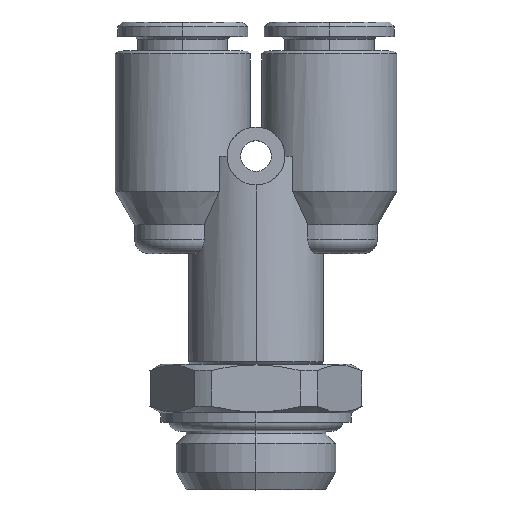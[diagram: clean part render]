
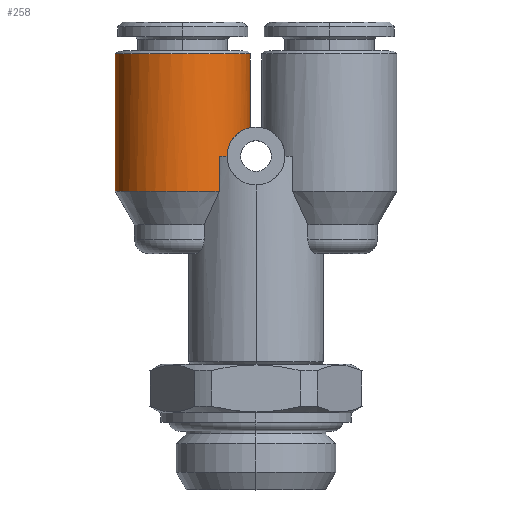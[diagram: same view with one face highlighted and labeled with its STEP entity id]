
A CAD part, top view. The second image highlights one B-rep face of the part: STEP entity #258.
In plain terms, the highlighted cylindrical face has radius 7 mm (diameter 14 mm), a partial arc.
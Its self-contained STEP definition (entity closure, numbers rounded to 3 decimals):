
#68 = VERTEX_POINT ( 'NONE', #2172 ) ;
#75 = VERTEX_POINT ( 'NONE', #2175 ) ;
#138 = EDGE_CURVE ( 'NONE', #75, #68, #1685, .T. ) ;
#234 = EDGE_LOOP ( 'NONE', ( #235, #286, #279, #299, #280, #297, #290 ) ) ;
#235 = ORIENTED_EDGE ( 'NONE', *, *, #138, .F. ) ;
#255 = VERTEX_POINT ( 'NONE', #1958 ) ;
#258 = ADVANCED_FACE ( 'NONE', ( #1860 ), #1866, .T. ) ;
#270 = VERTEX_POINT ( 'NONE', #2039 ) ;
#276 = VERTEX_POINT ( 'NONE', #2049 ) ;
#279 = ORIENTED_EDGE ( 'NONE', *, *, #287, .F. ) ;
#280 = ORIENTED_EDGE ( 'NONE', *, *, #281, .T. ) ;
#281 = EDGE_CURVE ( 'NONE', #255, #282, #2074, .T. ) ;
#282 = VERTEX_POINT ( 'NONE', #2245 ) ;
#286 = ORIENTED_EDGE ( 'NONE', *, *, #295, .T. ) ;
#287 = EDGE_CURVE ( 'NONE', #270, #276, #2219, .T. ) ;
#289 = EDGE_CURVE ( 'NONE', #282, #300, #2231, .T. ) ;
#290 = ORIENTED_EDGE ( 'NONE', *, *, #298, .T. ) ;
#294 = EDGE_CURVE ( 'NONE', #255, #270, #2210, .T. ) ;
#295 = EDGE_CURVE ( 'NONE', #75, #276, #2183, .T. ) ;
#297 = ORIENTED_EDGE ( 'NONE', *, *, #289, .T. ) ;
#298 = EDGE_CURVE ( 'NONE', #300, #68, #2203, .T. ) ;
#299 = ORIENTED_EDGE ( 'NONE', *, *, #294, .F. ) ;
#300 = VERTEX_POINT ( 'NONE', #2226 ) ;
#1685 = B_SPLINE_CURVE_WITH_KNOTS ( 'NONE', 3,
 ( #1702, #1687, #1751, #1722, #1721, #1711, #1762, #1761, #1757, #1756, #1735, #1734, #1733, #1720, #1719, #1714, #1713, #1712 ),
 .UNSPECIFIED., .F., .F.,
 ( 4, 2, 2, 2, 2, 2, 2, 2, 4 ),
 ( 0.015, 0.016, 0.017, 0.017, 0.018, 0.019, 0.02, 0.021, 0.022 ),
 .UNSPECIFIED. ) ;
#1687 = CARTESIAN_POINT ( 'NONE',  ( -0.6, 2.939, 0.31 ) ) ;
#1702 = CARTESIAN_POINT ( 'NONE',  ( -0.6, 2.939, 0. ) ) ;
#1711 = CARTESIAN_POINT ( 'NONE',  ( -0.921, 2.856, 2.119 ) ) ;
#1712 = CARTESIAN_POINT ( 'NONE',  ( -3., 0., 5.276 ) ) ;
#1713 = CARTESIAN_POINT ( 'NONE',  ( -3., 0.309, 5.276 ) ) ;
#1714 = CARTESIAN_POINT ( 'NONE',  ( -2.95, 0.622, 5.234 ) ) ;
#1719 = CARTESIAN_POINT ( 'NONE',  ( -2.771, 1.187, 5.069 ) ) ;
#1720 = CARTESIAN_POINT ( 'NONE',  ( -2.64, 1.449, 4.944 ) ) ;
#1721 = CARTESIAN_POINT ( 'NONE',  ( -0.762, 2.903, 1.528 ) ) ;
#1722 = CARTESIAN_POINT ( 'NONE',  ( -0.702, 2.917, 1.228 ) ) ;
#1733 = CARTESIAN_POINT ( 'NONE',  ( -2.344, 1.891, 4.629 ) ) ;
#1734 = CARTESIAN_POINT ( 'NONE',  ( -2.177, 2.076, 4.434 ) ) ;
#1735 = CARTESIAN_POINT ( 'NONE',  ( -1.85, 2.372, 4.002 ) ) ;
#1751 = CARTESIAN_POINT ( 'NONE',  ( -0.621, 2.935, 0.62 ) ) ;
#1756 = CARTESIAN_POINT ( 'NONE',  ( -1.688, 2.486, 3.759 ) ) ;
#1757 = CARTESIAN_POINT ( 'NONE',  ( -1.391, 2.664, 3.246 ) ) ;
#1761 = CARTESIAN_POINT ( 'NONE',  ( -1.257, 2.727, 2.976 ) ) ;
#1762 = CARTESIAN_POINT ( 'NONE',  ( -1.022, 2.823, 2.413 ) ) ;
#1854 = DIRECTION ( 'NONE',  ( 0., 1., 0. ) ) ;
#1855 = CARTESIAN_POINT ( 'NONE',  ( -7.6, 17.66, 0. ) ) ;
#1860 = FACE_OUTER_BOUND ( 'NONE', #234, .T. ) ;
#1865 = DIRECTION ( 'NONE',  ( -1., 0., 0. ) ) ;
#1866 = CYLINDRICAL_SURFACE ( 'NONE', #1867, 7. ) ;
#1867 = AXIS2_PLACEMENT_3D ( 'NONE', #1855, #1854, #1865 ) ;
#1958 = CARTESIAN_POINT ( 'NONE',  ( -14.6, -3.636, 0. ) ) ;
#2039 = CARTESIAN_POINT ( 'NONE',  ( -14.6, 10.6, 0. ) ) ;
#2049 = CARTESIAN_POINT ( 'NONE',  ( -0.6, 10.6, 0. ) ) ;
#2070 = DIRECTION ( 'NONE',  ( -1., 0., 0. ) ) ;
#2071 = DIRECTION ( 'NONE',  ( 0., 1., 0. ) ) ;
#2072 = CARTESIAN_POINT ( 'NONE',  ( -7.6, -3.636, 0. ) ) ;
#2073 = AXIS2_PLACEMENT_3D ( 'NONE', #2072, #2071, #2070 ) ;
#2074 = CIRCLE ( 'NONE', #2073, 7. ) ;
#2172 = CARTESIAN_POINT ( 'NONE',  ( -3., 0., 5.276 ) ) ;
#2175 = CARTESIAN_POINT ( 'NONE',  ( -0.6, 2.939, 0. ) ) ;
#2183 = LINE ( 'NONE', #2213, #2212 ) ;
#2184 = DIRECTION ( 'NONE',  ( 0., 1., 0. ) ) ;
#2185 = VECTOR ( 'NONE', #2184, 1000. ) ;
#2186 = CARTESIAN_POINT ( 'NONE',  ( -14.6, 17.66, 0. ) ) ;
#2200 = DIRECTION ( 'NONE',  ( 0., 1., 0. ) ) ;
#2201 = CARTESIAN_POINT ( 'NONE',  ( -7.6, 0., 0. ) ) ;
#2202 = AXIS2_PLACEMENT_3D ( 'NONE', #2201, #2200, #2227 ) ;
#2203 = CIRCLE ( 'NONE', #2202, 7. ) ;
#2204 = DIRECTION ( 'NONE',  ( -1., 0., 0. ) ) ;
#2210 = LINE ( 'NONE', #2186, #2185 ) ;
#2211 = DIRECTION ( 'NONE',  ( 0., 1., 0. ) ) ;
#2212 = VECTOR ( 'NONE', #2211, 1000. ) ;
#2213 = CARTESIAN_POINT ( 'NONE',  ( -0.6, 17.66, 0. ) ) ;
#2219 = CIRCLE ( 'NONE', #2249, 7. ) ;
#2226 = CARTESIAN_POINT ( 'NONE',  ( -3.8, 0., 5.879 ) ) ;
#2227 = DIRECTION ( 'NONE',  ( 0., 0., 1. ) ) ;
#2231 = LINE ( 'NONE', #2268, #2267 ) ;
#2245 = CARTESIAN_POINT ( 'NONE',  ( -3.8, -3.636, 5.879 ) ) ;
#2249 = AXIS2_PLACEMENT_3D ( 'NONE', #2257, #2256, #2204 ) ;
#2256 = DIRECTION ( 'NONE',  ( 0., 1., 0. ) ) ;
#2257 = CARTESIAN_POINT ( 'NONE',  ( -7.6, 10.6, 0. ) ) ;
#2266 = DIRECTION ( 'NONE',  ( 0., 1., 0. ) ) ;
#2267 = VECTOR ( 'NONE', #2266, 1000. ) ;
#2268 = CARTESIAN_POINT ( 'NONE',  ( -3.8, -1.818, 5.879 ) ) ;
